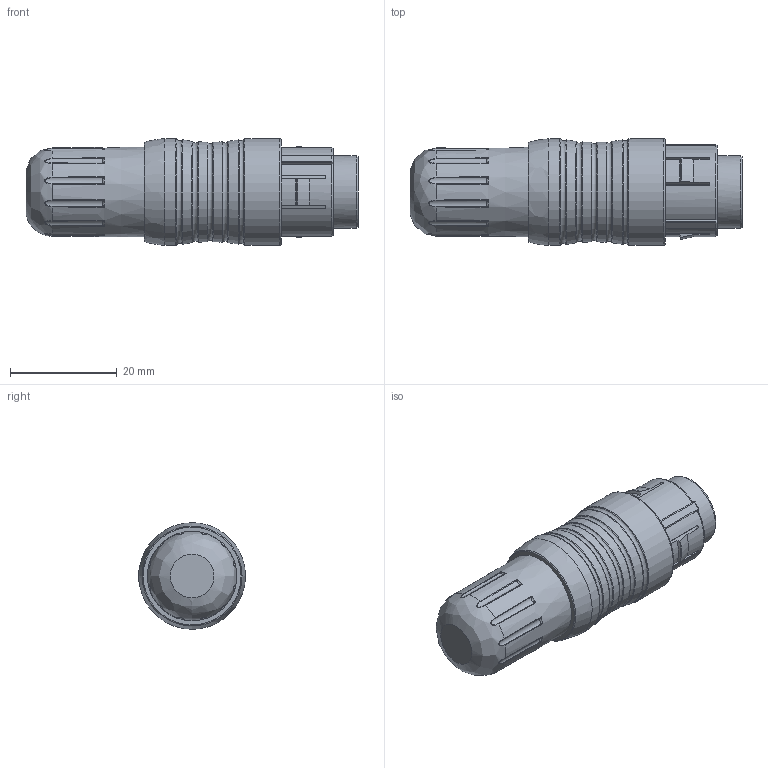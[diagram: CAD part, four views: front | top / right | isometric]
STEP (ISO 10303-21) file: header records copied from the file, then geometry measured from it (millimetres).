
FILE_DESCRIPTION(/* description */ (''),/* implementation_level */ '2;1');
FILE_NAME(/* name */ '99 4809 00 04 001_01.stp',/* time_stamp */ '2013-11-20T10:10:02+01:00',/* author */ (''),/* organization */ (''),/* preprocessor_version */ 'ST-DEVELOPER v14',/* originating_system */ 'SIEMENS PLM Software NX 8.0',/* authorisation */ '');
FILE_SCHEMA (('AUTOMOTIVE_DESIGN { 1 0 10303 214 3 1 1 1 }'));
Length unit declared in the file: millimetre
Products named in the file (1): cerl11F4D719jwyi
Bounding box: 62.25 x 20.05 x 20 mm (x, y, z)
Volume: 14039.2 mm3; surface area: 4522.9 mm2
Topology: 1 solids, 1 shells, 271 faces, 707 edges, 425 vertices
Faces by surface type: plane 84, bspline 82, cylinder 57, cone 24, torus 24
Full cylindrical faces by diameter (mm): 1.49 x4, 12.1 x1, 13.6 x1, 19.999 x1, 20 x1
Entity records: 10680 total; most frequent: CARTESIAN_POINT 4925, ORIENTED_EDGE 1228, DIRECTION 1081, EDGE_CURVE 614, AXIS2_PLACEMENT_3D 429, VERTEX_POINT 406, EDGE_LOOP 332, ADVANCED_FACE 271
